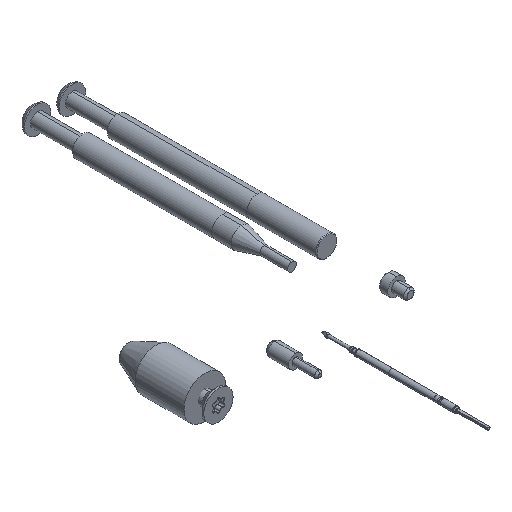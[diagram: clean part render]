
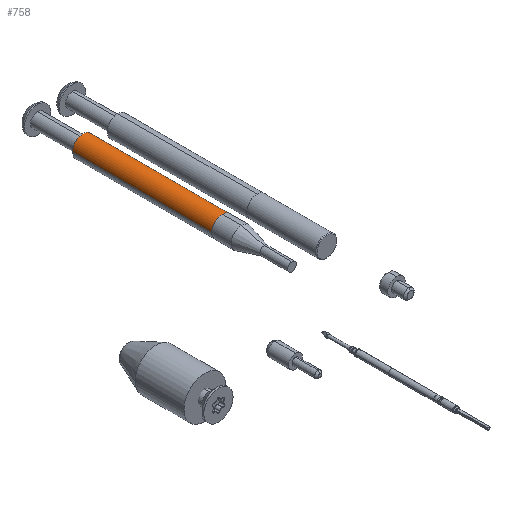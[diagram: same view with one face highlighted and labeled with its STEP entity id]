
A CAD part, isometric view. The second image highlights one B-rep face of the part: STEP entity #758.
In plain terms, the highlighted cylindrical face has radius 3 mm (diameter 6 mm), a partial arc.
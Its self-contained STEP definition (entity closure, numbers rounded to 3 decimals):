
#76 = LINE ( 'NONE', #5678, #4843 ) ;
#118 = CARTESIAN_POINT ( 'NONE',  ( 0., 20., 3. ) ) ;
#259 = ORIENTED_EDGE ( 'NONE', *, *, #6009, .T. ) ;
#601 = VERTEX_POINT ( 'NONE', #118 ) ;
#748 = CYLINDRICAL_SURFACE ( 'NONE', #844, 3. ) ;
#758 = ADVANCED_FACE ( 'NONE', ( #6558 ), #748, .T. ) ;
#844 = AXIS2_PLACEMENT_3D ( 'NONE', #5216, #4721, #6372 ) ;
#936 = DIRECTION ( 'NONE',  ( 0., -1., 0. ) ) ;
#1003 = EDGE_CURVE ( 'NONE', #5770, #5615, #3361, .T. ) ;
#1306 = CARTESIAN_POINT ( 'NONE',  ( 0., 20., -3. ) ) ;
#1434 = CARTESIAN_POINT ( 'NONE',  ( 0., -20., -3. ) ) ;
#3141 = ORIENTED_EDGE ( 'NONE', *, *, #1003, .T. ) ;
#3153 = EDGE_CURVE ( 'NONE', #5770, #601, #3485, .T. ) ;
#3186 = ORIENTED_EDGE ( 'NONE', *, *, #3153, .F. ) ;
#3361 = LINE ( 'NONE', #1306, #6099 ) ;
#3485 = CIRCLE ( 'NONE', #4433, 3. ) ;
#3937 = DIRECTION ( 'NONE',  ( 0., 0., 1. ) ) ;
#4220 = CARTESIAN_POINT ( 'NONE',  ( 0., 20., -3. ) ) ;
#4433 = AXIS2_PLACEMENT_3D ( 'NONE', #5363, #5900, #4846 ) ;
#4721 = DIRECTION ( 'NONE',  ( 0., -1., 0. ) ) ;
#4843 = VECTOR ( 'NONE', #936, 1000. ) ;
#4846 = DIRECTION ( 'NONE',  ( 0., 0., 1. ) ) ;
#5025 = VERTEX_POINT ( 'NONE', #6776 ) ;
#5087 = CIRCLE ( 'NONE', #6389, 3. ) ;
#5216 = CARTESIAN_POINT ( 'NONE',  ( 0., 20., 0. ) ) ;
#5259 = EDGE_LOOP ( 'NONE', ( #5987, #3186, #3141, #259 ) ) ;
#5363 = CARTESIAN_POINT ( 'NONE',  ( 0., 20., 0. ) ) ;
#5502 = EDGE_CURVE ( 'NONE', #601, #5025, #76, .T. ) ;
#5524 = DIRECTION ( 'NONE',  ( 0., 1., 0. ) ) ;
#5615 = VERTEX_POINT ( 'NONE', #1434 ) ;
#5678 = CARTESIAN_POINT ( 'NONE',  ( 0., 20., 3. ) ) ;
#5770 = VERTEX_POINT ( 'NONE', #4220 ) ;
#5900 = DIRECTION ( 'NONE',  ( 0., 1., 0. ) ) ;
#5987 = ORIENTED_EDGE ( 'NONE', *, *, #5502, .F. ) ;
#6009 = EDGE_CURVE ( 'NONE', #5615, #5025, #5087, .T. ) ;
#6087 = DIRECTION ( 'NONE',  ( 0., -1., 0. ) ) ;
#6099 = VECTOR ( 'NONE', #6087, 1000. ) ;
#6372 = DIRECTION ( 'NONE',  ( 0., 0., -1. ) ) ;
#6389 = AXIS2_PLACEMENT_3D ( 'NONE', #6621, #5524, #3937 ) ;
#6558 = FACE_OUTER_BOUND ( 'NONE', #5259, .T. ) ;
#6621 = CARTESIAN_POINT ( 'NONE',  ( 0., -20., 0. ) ) ;
#6776 = CARTESIAN_POINT ( 'NONE',  ( 0., -20., 3. ) ) ;
